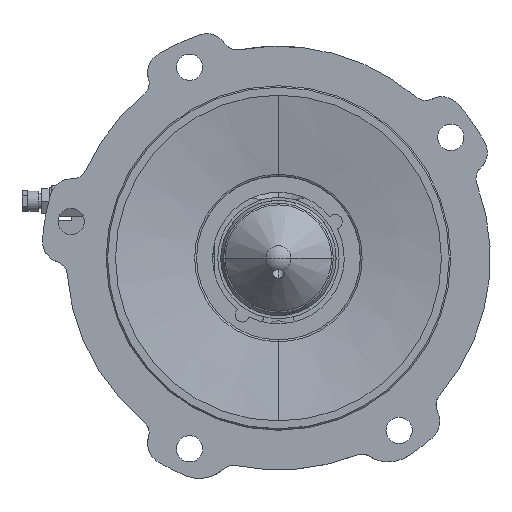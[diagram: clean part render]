
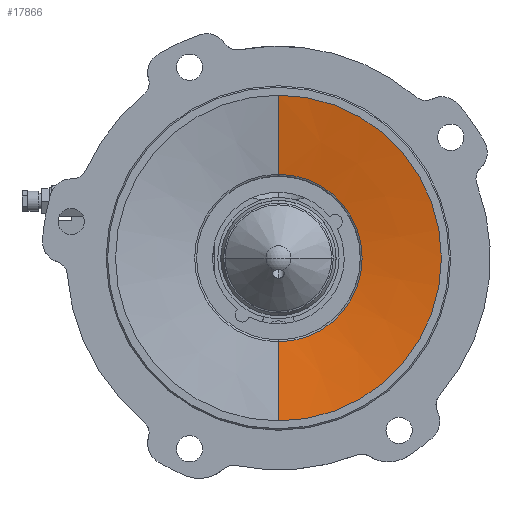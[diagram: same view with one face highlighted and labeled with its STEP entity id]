
A CAD part, front view. The second image highlights one B-rep face of the part: STEP entity #17866.
In plain terms, the highlighted conical face has half-angle 79.5 degrees and reference radius 57.308 mm.
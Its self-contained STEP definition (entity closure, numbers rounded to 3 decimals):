
#2855 = DIRECTION ( 'NONE',  ( 0., 0., -1. ) ) ;
#2920 = CARTESIAN_POINT ( 'NONE',  ( 0., 13.744, 0. ) ) ;
#2922 = DIRECTION ( 'NONE',  ( 0., -1., 0. ) ) ;
#3777 = FACE_OUTER_BOUND ( 'NONE', #49156, .T. ) ;
#3779 = CONICAL_SURFACE ( 'NONE', #23412, 57.308, 1.388 ) ;
#16725 = AXIS2_PLACEMENT_3D ( 'NONE', #2920, #2922, #2855 ) ;
#16942 = AXIS2_PLACEMENT_3D ( 'NONE', #40615, #40618, #40620 ) ;
#17866 = ADVANCED_FACE ( 'NONE', ( #3777 ), #3779, .F. ) ;
#19952 = EDGE_CURVE ( 'NONE', #32407, #32299, #44484, .T. ) ;
#21006 = EDGE_CURVE ( 'NONE', #32407, #32419, #36266, .T. ) ;
#21008 = EDGE_CURVE ( 'NONE', #32299, #32223, #36415, .T. ) ;
#21017 = EDGE_CURVE ( 'NONE', #32419, #32223, #36335, .T. ) ;
#23412 = AXIS2_PLACEMENT_3D ( 'NONE', #53626, #53621, #53620 ) ;
#26887 = CARTESIAN_POINT ( 'NONE',  ( 0., 3.7, 111.5 ) ) ;
#26952 = CARTESIAN_POINT ( 'NONE',  ( 0., 13.744, 57.308 ) ) ;
#27125 = CARTESIAN_POINT ( 'NONE',  ( 0., 3.7, -111.5 ) ) ;
#27366 = CARTESIAN_POINT ( 'NONE',  ( 0., 13.744, -57.308 ) ) ;
#32223 = VERTEX_POINT ( 'NONE', #26887 ) ;
#32299 = VERTEX_POINT ( 'NONE', #26952 ) ;
#32407 = VERTEX_POINT ( 'NONE', #27366 ) ;
#32419 = VERTEX_POINT ( 'NONE', #27125 ) ;
#35416 = ORIENTED_EDGE ( 'NONE', *, *, #21008, .F. ) ;
#35424 = ORIENTED_EDGE ( 'NONE', *, *, #19952, .F. ) ;
#35426 = ORIENTED_EDGE ( 'NONE', *, *, #21017, .T. ) ;
#35427 = ORIENTED_EDGE ( 'NONE', *, *, #21006, .T. ) ;
#36259 = VECTOR ( 'NONE', #40485, 1000. ) ;
#36265 = VECTOR ( 'NONE', #40483, 1000. ) ;
#36266 = LINE ( 'NONE', #40474, #36265 ) ;
#36335 = CIRCLE ( 'NONE', #16942, 111.5 ) ;
#36415 = LINE ( 'NONE', #40482, #36259 ) ;
#40474 = CARTESIAN_POINT ( 'NONE',  ( 0., 13.744, -57.308 ) ) ;
#40482 = CARTESIAN_POINT ( 'NONE',  ( 0., 13.744, 57.308 ) ) ;
#40483 = DIRECTION ( 'NONE',  ( 0., -0.182, -0.983 ) ) ;
#40485 = DIRECTION ( 'NONE',  ( 0., -0.182, 0.983 ) ) ;
#40615 = CARTESIAN_POINT ( 'NONE',  ( 0., 3.7, 0. ) ) ;
#40618 = DIRECTION ( 'NONE',  ( 0., -1., 0. ) ) ;
#40620 = DIRECTION ( 'NONE',  ( 0., 0., -1. ) ) ;
#44484 = CIRCLE ( 'NONE', #16725, 57.308 ) ;
#49156 = EDGE_LOOP ( 'NONE', ( #35416, #35424, #35427, #35426 ) ) ;
#53620 = DIRECTION ( 'NONE',  ( 0., 0., -1. ) ) ;
#53621 = DIRECTION ( 'NONE',  ( 0., -1., 0. ) ) ;
#53626 = CARTESIAN_POINT ( 'NONE',  ( 0., 13.744, 0. ) ) ;
